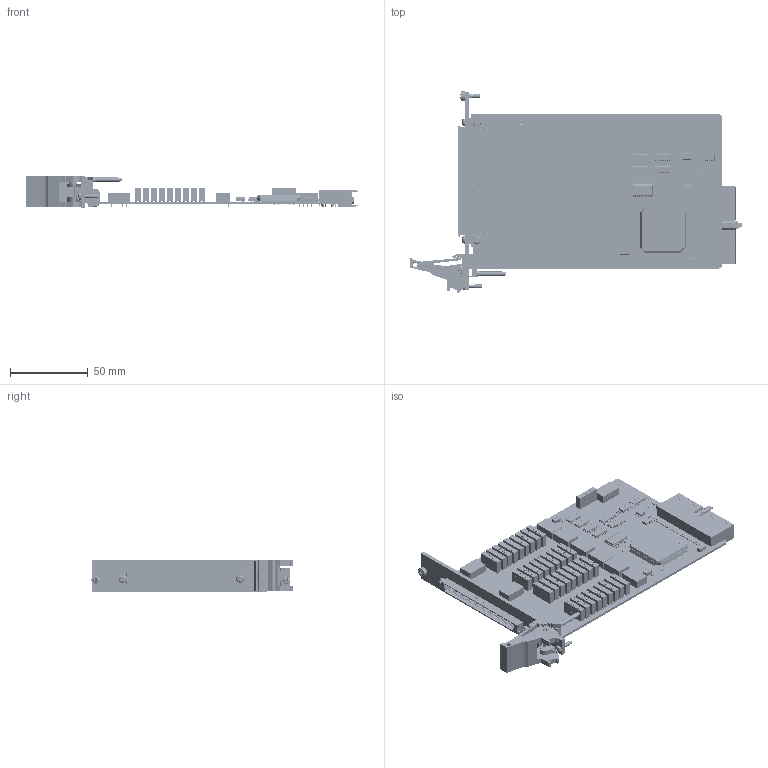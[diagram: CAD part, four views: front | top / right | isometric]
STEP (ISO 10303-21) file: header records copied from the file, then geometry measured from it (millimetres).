
FILE_DESCRIPTION (( 'STEP AP214' ), '1' );
FILE_NAME ('40-735-902 PXI 18CH DATACOMS MUX Module.STEP', '2013-09-05T10:53:52', ( 'admin' ), ( '' ), 'SwSTEP 2.0', 'SolidWorks 2012', '' );
FILE_SCHEMA (( 'AUTOMOTIVE_DESIGN' ));
Length unit declared in the file: millimetre
Products named in the file (1): 40-735-902 PXI 18CH DATACOMS MUX Module
Bounding box: 214.01 x 129.67 x 20 mm (x, y, z)
Surface area: 82528.4 mm2 (no closed solid volume)
Topology: 0 solids, 1771 shells, 6187 faces, 41427 edges, 36156 vertices
Faces by surface type: plane 5393, cylinder 682, bspline 73, cone 23, torus 11, sphere 5
Full cylindrical faces by diameter (mm): 0.131 x4, 0.146 x6, 0.16 x3, 0.187 x1, 0.313 x2, 0.5 x1, 0.6 x110, 0.635 x1, 0.7 x3, 0.762 x10, 1 x93, 1.065 x1, 1.496 x2, 2 x5, 2.1 x1, 2.497 x1, 2.5 x7, 2.6 x1, 2.8 x1, 3 x3, 4.85 x2, 5 x5, 5.2 x2, 5.3 x1, 6 x1
Entity records: 571557 total; most frequent: CARTESIAN_POINT 220203, ORIENTED_EDGE 48498, DIRECTION 46918, EDGE_CURVE 41012, VERTEX_POINT 36033, VECTOR 29560, LINE 29560, B_SPLINE_CURVE_WITH_KNOTS 8840
